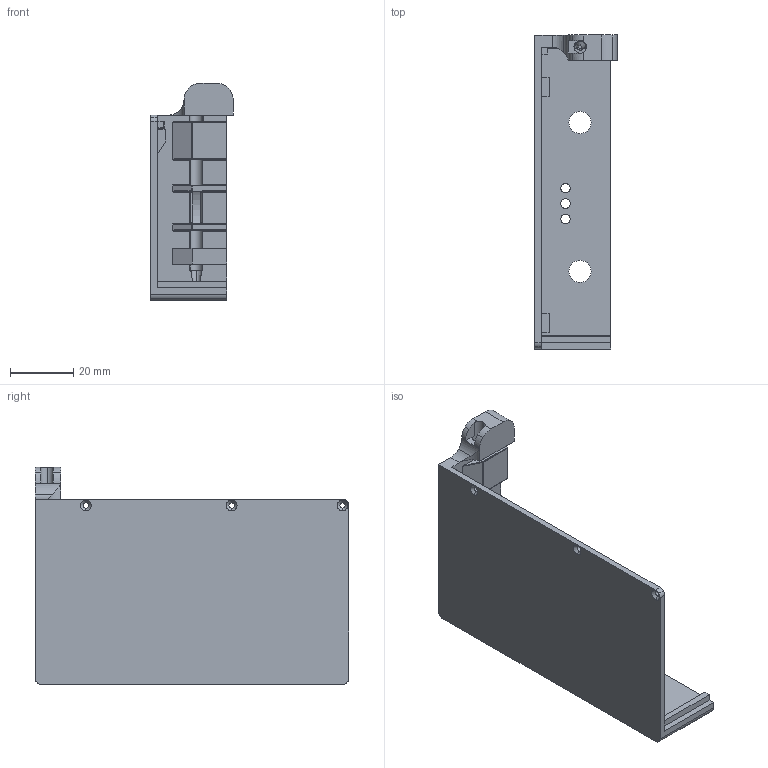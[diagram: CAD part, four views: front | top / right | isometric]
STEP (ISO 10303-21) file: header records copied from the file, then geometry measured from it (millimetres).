
FILE_DESCRIPTION(('STEP AP214'),'1');
FILE_NAME('nano_Part_113238_1.stp','2023-03-08T14:41:33',('Harijs Zablockis'),('Intelitech'),'Spatial InterOp 3D',' ',' ');
FILE_SCHEMA(('automotive_design'));
Length unit declared in the file: inch
Products named in the file (1): Part_113238
Bounding box: 26 x 99 x 68.5 mm (x, y, z)
Volume: 25583.8 mm3; surface area: 20940.4 mm2
Topology: 1 solids, 1 shells, 261 faces, 741 edges, 470 vertices
Faces by surface type: cylinder 153, plane 69, sphere 14, torus 9, cone 8, bspline 8
Entity records: 12700 total; most frequent: CARTESIAN_POINT 3787, ORIENTED_EDGE 1466, DIRECTION 1419, EDGE_CURVE 733, AXIS2_PLACEMENT_3D 542, VERTEX_POINT 470, LINE 335, VECTOR 335
